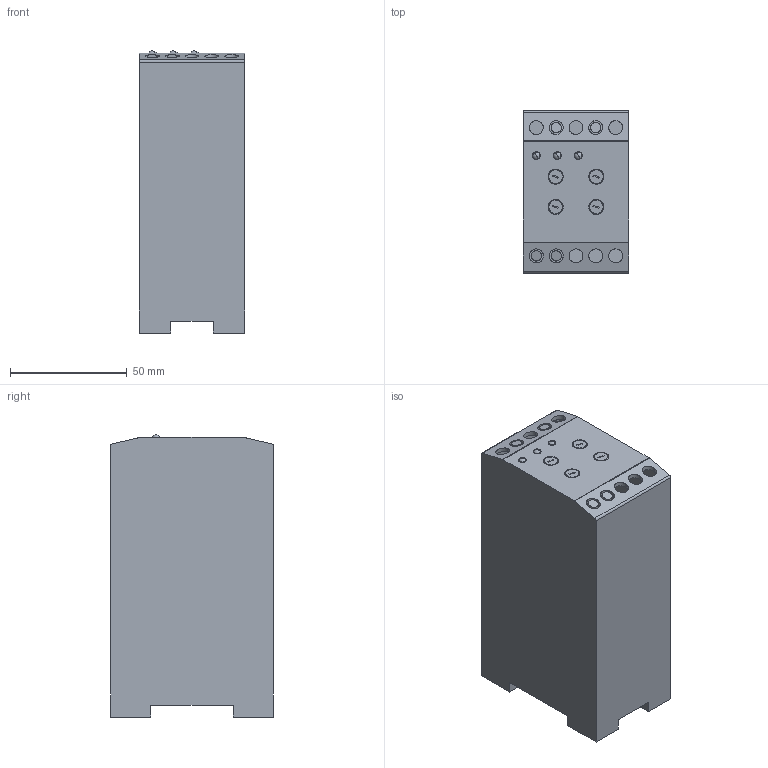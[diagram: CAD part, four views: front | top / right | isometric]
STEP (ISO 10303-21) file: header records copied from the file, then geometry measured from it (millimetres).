
FILE_DESCRIPTION (( 'STEP AP214' ), '1' );
FILE_NAME ('XJ3-D.STEP', '2025-03-17T01:27:12', ( '' ), ( 'Microsoft' ), 'SwSTEP 2.0', 'SolidWorks 2014', '' );
FILE_SCHEMA (( 'AUTOMOTIVE_DESIGN' ));
Length unit declared in the file: millimetre
Products named in the file (4): 唅聽; XJ3-D絳嫖翐; XJ3-D醱啣; XJ3-D
Assembly tree (8 placements, depth 2):
  XJ3-D
    XJ3-D醱啣
    XJ3-D絳嫖翐  x3
    唅聽  x4
Bounding box: 45.3 x 69.8 x 121 mm (x, y, z)
Volume: 55017.1 mm3; surface area: 67317.2 mm2
Topology: 8 solids, 8 shells, 442 faces, 1173 edges, 761 vertices
Faces by surface type: plane 267, cylinder 94, cone 47, torus 28, sphere 6
Entity records: 9442 total; most frequent: CARTESIAN_POINT 2067, ORIENTED_EDGE 1588, DIRECTION 1410, EDGE_CURVE 794, VERTEX_POINT 519, LINE 494, VECTOR 494, AXIS2_PLACEMENT_3D 458
